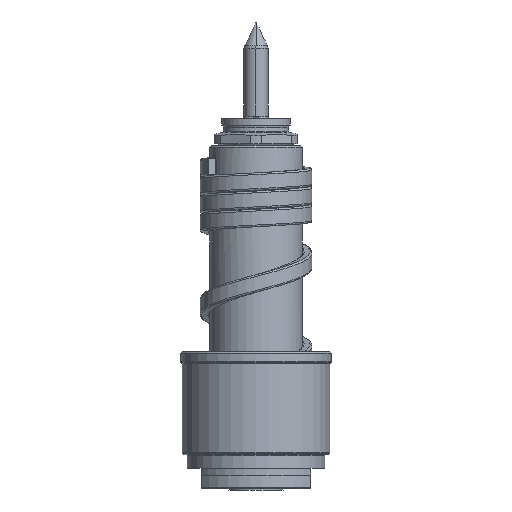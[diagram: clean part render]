
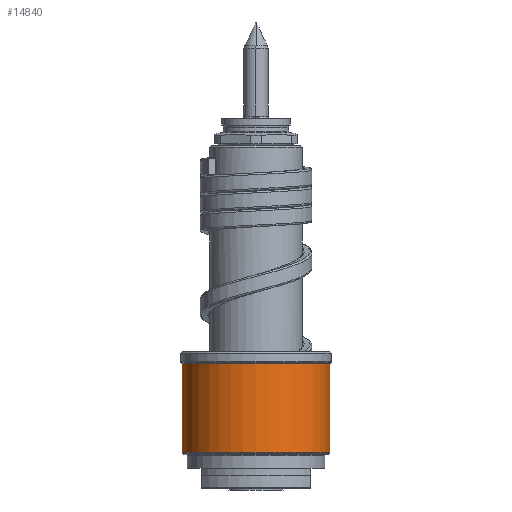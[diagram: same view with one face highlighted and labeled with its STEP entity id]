
A CAD part, front view. The second image highlights one B-rep face of the part: STEP entity #14840.
In plain terms, the highlighted cylindrical face has radius 21.5 mm (diameter 43 mm), a partial arc.
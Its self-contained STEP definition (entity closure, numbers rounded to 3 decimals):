
#5715=CARTESIAN_POINT('',(0.,0.,10.583));
#5716=DIRECTION('',(0.,0.,1.));
#5717=DIRECTION('',(-1.,0.,0.));
#5718=AXIS2_PLACEMENT_3D('',#5715,#5716,#5717);
#5720=DIRECTION('',(0.,0.,-1.));
#5721=VECTOR('',#5720,25.834);
#5722=CARTESIAN_POINT('',(-21.5,0.,36.417));
#5723=LINE('',#5722,#5721);
#5724=CARTESIAN_POINT('',(0.,0.,36.417));
#5725=DIRECTION('',(0.,0.,1.));
#5726=DIRECTION('',(-1.,0.,0.));
#5727=AXIS2_PLACEMENT_3D('',#5724,#5725,#5726);
#5729=DIRECTION('',(0.,0.,-1.));
#5730=VECTOR('',#5729,25.834);
#5731=CARTESIAN_POINT('',(21.5,0.,36.417));
#5732=LINE('',#5731,#5730);
#6073=CARTESIAN_POINT('',(21.5,0.,36.417));
#6074=CARTESIAN_POINT('',(-21.5,0.,36.417));
#6075=VERTEX_POINT('',#6073);
#6076=VERTEX_POINT('',#6074);
#6099=CARTESIAN_POINT('',(21.5,0.,10.583));
#6100=VERTEX_POINT('',#6099);
#6101=CARTESIAN_POINT('',(-21.5,0.,10.583));
#6102=VERTEX_POINT('',#6101);
#14828=CARTESIAN_POINT('',(0.,0.,8.5));
#14829=DIRECTION('',(0.,0.,1.));
#14830=DIRECTION('',(-1.,0.,0.));
#14831=AXIS2_PLACEMENT_3D('',#14828,#14829,#14830);
#14832=CYLINDRICAL_SURFACE('',#14831,21.5);
#14833=ORIENTED_EDGE('',*,*,#12855,.F.);
#14834=ORIENTED_EDGE('',*,*,#12836,.F.);
#14836=ORIENTED_EDGE('',*,*,#14835,.T.);
#14837=ORIENTED_EDGE('',*,*,#12832,.T.);
#14838=EDGE_LOOP('',(#14833,#14834,#14836,#14837));
#14839=FACE_OUTER_BOUND('',#14838,.F.);
#5719=CIRCLE('',#5718,21.5);
#5728=CIRCLE('',#5727,21.5);
#12832=EDGE_CURVE('',#6075,#6100,#5732,.T.);
#12836=EDGE_CURVE('',#6076,#6102,#5723,.T.);
#12855=EDGE_CURVE('',#6102,#6100,#5719,.T.);
#14835=EDGE_CURVE('',#6076,#6075,#5728,.T.);
#14840=ADVANCED_FACE('',(#14839),#14832,.T.);
